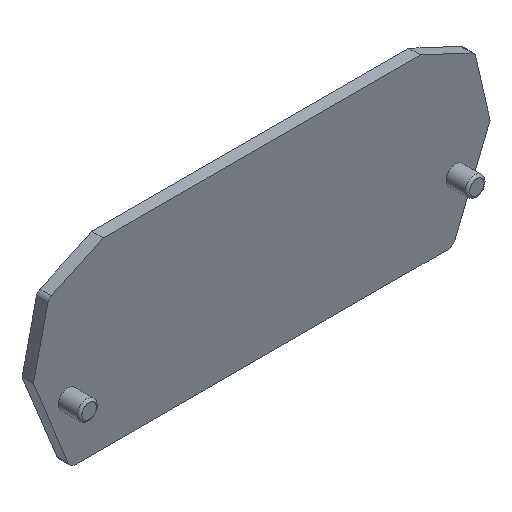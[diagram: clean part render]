
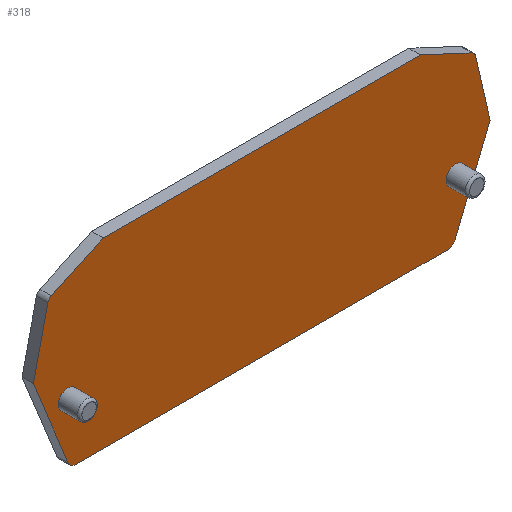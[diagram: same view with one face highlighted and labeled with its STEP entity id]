
A CAD part, isometric view. The second image highlights one B-rep face of the part: STEP entity #318.
In plain terms, the highlighted planar face has unit normal (0, -1, 0).
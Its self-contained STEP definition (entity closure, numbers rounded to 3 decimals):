
#30=LINE('',#477,#58);
#31=LINE('',#480,#59);
#32=LINE('',#484,#60);
#33=LINE('',#486,#61);
#34=LINE('',#488,#62);
#35=LINE('',#492,#63);
#36=LINE('',#494,#64);
#37=LINE('',#498,#65);
#58=VECTOR('',#389,1000.);
#59=VECTOR('',#390,1000.);
#60=VECTOR('',#393,1000.);
#61=VECTOR('',#394,1000.);
#62=VECTOR('',#395,1000.);
#63=VECTOR('',#398,1000.);
#64=VECTOR('',#399,1000.);
#65=VECTOR('',#402,1000.);
#86=ORIENTED_EDGE('',*,*,#170,.F.);
#87=ORIENTED_EDGE('',*,*,#171,.F.);
#88=ORIENTED_EDGE('',*,*,#172,.F.);
#89=ORIENTED_EDGE('',*,*,#173,.F.);
#90=ORIENTED_EDGE('',*,*,#174,.F.);
#91=ORIENTED_EDGE('',*,*,#175,.F.);
#92=ORIENTED_EDGE('',*,*,#176,.F.);
#93=ORIENTED_EDGE('',*,*,#177,.F.);
#94=ORIENTED_EDGE('',*,*,#178,.F.);
#95=ORIENTED_EDGE('',*,*,#179,.F.);
#96=ORIENTED_EDGE('',*,*,#180,.F.);
#97=ORIENTED_EDGE('',*,*,#181,.F.);
#98=ORIENTED_EDGE('',*,*,#182,.F.);
#99=ORIENTED_EDGE('',*,*,#183,.F.);
#170=EDGE_CURVE('',#212,#212,#242,.F.);
#171=EDGE_CURVE('',#213,#213,#243,.F.);
#172=EDGE_CURVE('',#214,#215,#30,.T.);
#173=EDGE_CURVE('',#216,#214,#31,.T.);
#174=EDGE_CURVE('',#217,#216,#244,.F.);
#175=EDGE_CURVE('',#218,#217,#32,.T.);
#176=EDGE_CURVE('',#219,#218,#33,.T.);
#177=EDGE_CURVE('',#220,#219,#34,.T.);
#178=EDGE_CURVE('',#221,#220,#245,.F.);
#179=EDGE_CURVE('',#222,#221,#35,.T.);
#180=EDGE_CURVE('',#223,#222,#36,.T.);
#181=EDGE_CURVE('',#224,#223,#246,.F.);
#182=EDGE_CURVE('',#225,#224,#37,.F.);
#183=EDGE_CURVE('',#215,#225,#247,.F.);
#212=VERTEX_POINT('',#474);
#213=VERTEX_POINT('',#476);
#214=VERTEX_POINT('',#478);
#215=VERTEX_POINT('',#479);
#216=VERTEX_POINT('',#481);
#217=VERTEX_POINT('',#483);
#218=VERTEX_POINT('',#485);
#219=VERTEX_POINT('',#487);
#220=VERTEX_POINT('',#489);
#221=VERTEX_POINT('',#491);
#222=VERTEX_POINT('',#493);
#223=VERTEX_POINT('',#495);
#224=VERTEX_POINT('',#497);
#225=VERTEX_POINT('',#499);
#242=CIRCLE('',#352,1.25);
#243=CIRCLE('',#353,1.25);
#244=CIRCLE('',#354,0.8);
#245=CIRCLE('',#355,0.8);
#246=CIRCLE('',#356,1.);
#247=CIRCLE('',#357,1.);
#254=EDGE_LOOP('',(#86));
#255=EDGE_LOOP('',(#87));
#256=EDGE_LOOP('',(#88,#89,#90,#91,#92,#93,#94,#95,#96,#97,#98,#99));
#280=FACE_BOUND('',#254,.T.);
#281=FACE_BOUND('',#255,.T.);
#282=FACE_BOUND('',#256,.T.);
#306=PLANE('',#351);
#318=ADVANCED_FACE('',(#280,#281,#282),#306,.F.);
#351=AXIS2_PLACEMENT_3D('',#472,#383,#384);
#352=AXIS2_PLACEMENT_3D('',#473,#385,#386);
#353=AXIS2_PLACEMENT_3D('',#475,#387,#388);
#354=AXIS2_PLACEMENT_3D('',#482,#391,#392);
#355=AXIS2_PLACEMENT_3D('',#490,#396,#397);
#356=AXIS2_PLACEMENT_3D('',#496,#400,#401);
#357=AXIS2_PLACEMENT_3D('',#500,#403,#404);
#383=DIRECTION('',(0.,1.,0.));
#384=DIRECTION('',(0.,0.,1.));
#385=DIRECTION('',(0.,1.,0.));
#386=DIRECTION('',(0.,0.,1.));
#387=DIRECTION('',(0.,1.,0.));
#388=DIRECTION('',(0.,0.,1.));
#389=DIRECTION('',(-0.375,0.,-0.927));
#390=DIRECTION('',(0.225,0.,-0.974));
#391=DIRECTION('',(0.,-1.,0.));
#392=DIRECTION('',(0.,0.,-1.));
#393=DIRECTION('',(0.906,0.,-0.423));
#394=DIRECTION('',(1.,0.,0.));
#395=DIRECTION('',(0.906,0.,0.423));
#396=DIRECTION('',(0.,-1.,0.));
#397=DIRECTION('',(0.,0.,-1.));
#398=DIRECTION('',(0.225,0.,0.974));
#399=DIRECTION('',(-0.375,0.,0.927));
#400=DIRECTION('',(0.,-1.,0.));
#401=DIRECTION('',(0.,0.,-1.));
#402=DIRECTION('',(1.,0.,0.));
#403=DIRECTION('',(0.,-1.,0.));
#404=DIRECTION('',(0.,0.,-1.));
#472=CARTESIAN_POINT('',(27.34,0.,11.692));
#473=CARTESIAN_POINT('',(25.5,0.,-0.4));
#474=CARTESIAN_POINT('',(25.5,0.,0.85));
#475=CARTESIAN_POINT('',(-25.5,0.,-0.4));
#476=CARTESIAN_POINT('',(-25.5,0.,0.85));
#477=CARTESIAN_POINT('',(28.842,0.,0.647));
#478=CARTESIAN_POINT('',(30.031,0.,3.591));
#479=CARTESIAN_POINT('',(25.44,0.,-7.775));
#480=CARTESIAN_POINT('',(28.119,0.,11.872));
#481=CARTESIAN_POINT('',(28.119,0.,11.872));
#482=CARTESIAN_POINT('',(27.34,0.,11.692));
#483=CARTESIAN_POINT('',(27.678,0.,12.417));
#484=CARTESIAN_POINT('',(20.853,0.,15.6));
#485=CARTESIAN_POINT('',(20.853,0.,15.6));
#486=CARTESIAN_POINT('',(27.34,0.,15.6));
#487=CARTESIAN_POINT('',(-20.853,0.,15.6));
#488=CARTESIAN_POINT('',(-27.678,0.,12.417));
#489=CARTESIAN_POINT('',(-27.678,0.,12.417));
#490=CARTESIAN_POINT('',(-27.34,0.,11.692));
#491=CARTESIAN_POINT('',(-28.119,0.,11.872));
#492=CARTESIAN_POINT('',(-29.615,0.,5.395));
#493=CARTESIAN_POINT('',(-30.031,0.,3.591));
#494=CARTESIAN_POINT('',(-25.44,0.,-7.775));
#495=CARTESIAN_POINT('',(-25.44,0.,-7.775));
#496=CARTESIAN_POINT('',(-24.512,0.,-7.4));
#497=CARTESIAN_POINT('',(-24.512,0.,-8.4));
#498=CARTESIAN_POINT('',(27.34,0.,-8.4));
#499=CARTESIAN_POINT('',(24.512,0.,-8.4));
#500=CARTESIAN_POINT('',(24.512,0.,-7.4));
